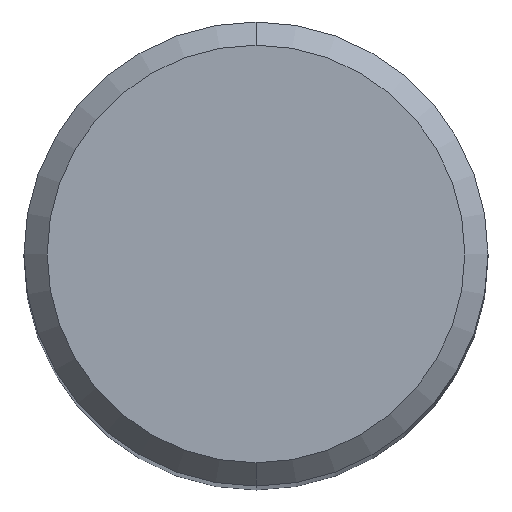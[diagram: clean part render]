
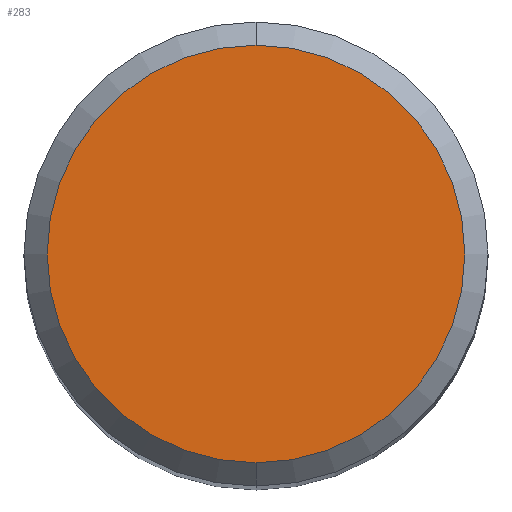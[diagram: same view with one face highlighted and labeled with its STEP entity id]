
A CAD part, top view. The second image highlights one B-rep face of the part: STEP entity #283.
In plain terms, the highlighted planar face has unit normal (0, 0, 1).
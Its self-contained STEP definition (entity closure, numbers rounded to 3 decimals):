
#207=EDGE_CURVE('',#251,#395,#517,.T.);
#251=VERTEX_POINT('',#564);
#283=ADVANCED_FACE('',(#598),#599,.T.);
#327=EDGE_CURVE('',#395,#251,#649,.T.);
#395=VERTEX_POINT('',#722);
#517=CIRCLE('',#857,3.6);
#564=CARTESIAN_POINT('',(0.,-3.6,0.0));
#598=FACE_OUTER_BOUND('',#1069,.T.);
#599=PLANE('',#1070);
#649=CIRCLE('',#1173,3.6);
#722=CARTESIAN_POINT('',(0.0,3.6,0.0));
#857=AXIS2_PLACEMENT_3D('',#1497,#1498,#1499);
#1069=EDGE_LOOP('',(#1585,#1586));
#1070=AXIS2_PLACEMENT_3D('',#1587,#1588,#1589);
#1173=AXIS2_PLACEMENT_3D('',#1650,#1651,#1652);
#1497=CARTESIAN_POINT('',(0.0,0.0,0.0));
#1498=DIRECTION('',(0.0,0.0,-1.0));
#1499=DIRECTION('',(0.0,1.0,0.0));
#1585=ORIENTED_EDGE('',*,*,#327,.F.);
#1586=ORIENTED_EDGE('',*,*,#207,.F.);
#1587=CARTESIAN_POINT('',(0.0,1.8,0.0));
#1588=DIRECTION('',(-0.0,0.0,1.0));
#1589=DIRECTION('',(0.0,-1.0,0.0));
#1650=CARTESIAN_POINT('',(0.0,0.0,0.0));
#1651=DIRECTION('',(0.0,0.0,-1.0));
#1652=DIRECTION('',(0.0,1.0,0.0));
